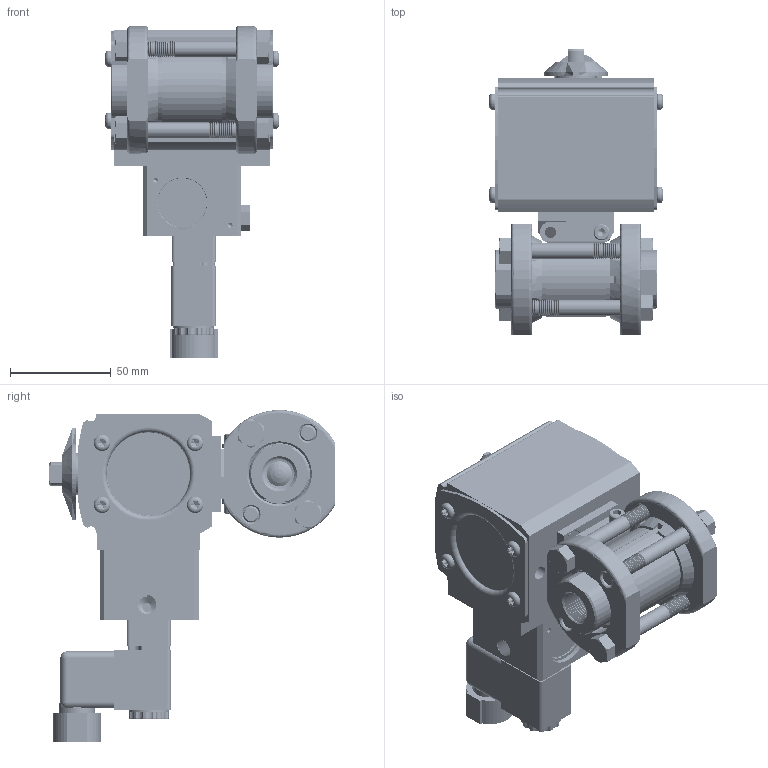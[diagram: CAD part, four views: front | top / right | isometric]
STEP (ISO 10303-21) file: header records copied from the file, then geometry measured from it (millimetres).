
FILE_DESCRIPTION (( 'STEP AP203' ), '1' );
FILE_NAME ('27XXSEFA512D4GPDC.step', '2018-09-05T12:28:24', ( '' ), ( '' ), 'SwSTEP 2.0', 'SolidWorks 2018', '' );
FILE_SCHEMA (( 'CONFIG_CONTROL_DESIGN' ));
Length unit declared in the file: inch
Products named in the file (1): 27XXSEFA512D4GPDC
Bounding box: 86.49 x 142.33 x 165.15 mm (x, y, z)
Volume: 447488.1 mm3; surface area: 169122.7 mm2
Topology: 47 solids, 47 shells, 4023 faces, 10821 edges, 6894 vertices
Faces by surface type: cylinder 1818, cone 1191, plane 655, torus 181, bspline 172, sphere 6
Entity records: 201748 total; most frequent: CARTESIAN_POINT 104885, ORIENTED_EDGE 21298, DIRECTION 19899, EDGE_CURVE 10649, AXIS2_PLACEMENT_3D 8001, VERTEX_POINT 6890, EDGE_LOOP 4331, CIRCLE 4149
